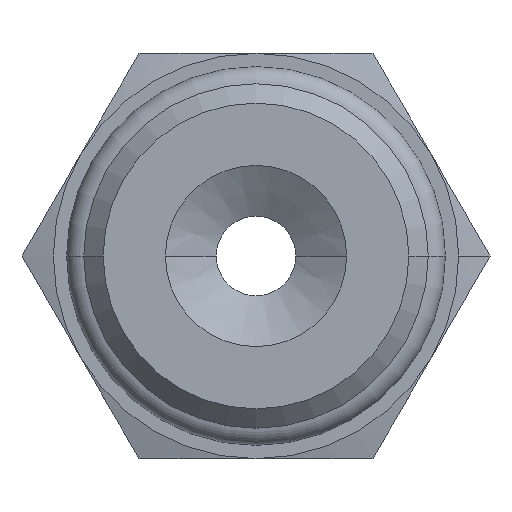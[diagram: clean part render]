
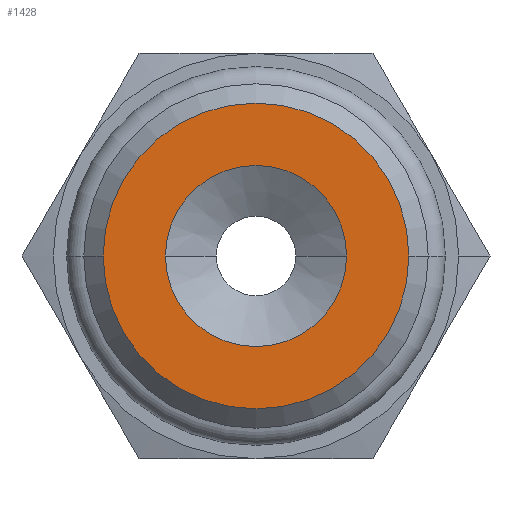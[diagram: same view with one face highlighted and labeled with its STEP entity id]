
A CAD part, left-side view. The second image highlights one B-rep face of the part: STEP entity #1428.
In plain terms, the highlighted planar face has unit normal (-1, 0, 0).
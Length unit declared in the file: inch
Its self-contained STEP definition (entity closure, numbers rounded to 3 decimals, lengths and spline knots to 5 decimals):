
#405=CARTESIAN_POINT('',(-0.69,0.,0.));
#406=DIRECTION('',(-1.,0.,0.));
#407=DIRECTION('',(0.,1.,0.));
#408=AXIS2_PLACEMENT_3D('',#405,#406,#407);
#410=CARTESIAN_POINT('',(-0.69,0.,0.));
#411=DIRECTION('',(-1.,0.,0.));
#412=DIRECTION('',(0.,-1.,0.));
#413=AXIS2_PLACEMENT_3D('',#410,#411,#412);
#415=CARTESIAN_POINT('',(-0.69,0.,0.));
#416=DIRECTION('',(-1.,0.,0.));
#417=DIRECTION('',(0.,1.,0.));
#418=AXIS2_PLACEMENT_3D('',#415,#416,#417);
#420=CARTESIAN_POINT('',(-0.69,0.,0.));
#421=DIRECTION('',(-1.,0.,0.));
#422=DIRECTION('',(0.,-1.,0.));
#423=AXIS2_PLACEMENT_3D('',#420,#421,#422);
#674=CARTESIAN_POINT('',(-0.69,0.1955,0.));
#675=CARTESIAN_POINT('',(-0.69,-0.1955,0.));
#676=VERTEX_POINT('',#674);
#677=VERTEX_POINT('',#675);
#706=CARTESIAN_POINT('',(-0.69,0.33,0.));
#707=CARTESIAN_POINT('',(-0.69,-0.33,0.));
#708=VERTEX_POINT('',#706);
#709=VERTEX_POINT('',#707);
#1412=CARTESIAN_POINT('',(-0.69,0.,0.));
#1413=DIRECTION('',(-1.,0.,0.));
#1414=DIRECTION('',(0.,0.,1.));
#1415=AXIS2_PLACEMENT_3D('',#1412,#1413,#1414);
#1416=PLANE('',#1415);
#1418=ORIENTED_EDGE('',*,*,#1417,.F.);
#1419=ORIENTED_EDGE('',*,*,#1402,.F.);
#1420=EDGE_LOOP('',(#1418,#1419));
#1421=FACE_OUTER_BOUND('',#1420,.F.);
#1423=ORIENTED_EDGE('',*,*,#1422,.T.);
#1425=ORIENTED_EDGE('',*,*,#1424,.T.);
#1426=EDGE_LOOP('',(#1423,#1425));
#1427=FACE_BOUND('',#1426,.F.);
#1428=ADVANCED_FACE('',(#1421,#1427),#1416,.T.);
#409=CIRCLE('',#408,0.33);
#414=CIRCLE('',#413,0.33);
#419=CIRCLE('',#418,0.1955);
#424=CIRCLE('',#423,0.1955);
#1402=EDGE_CURVE('',#709,#708,#414,.T.);
#1417=EDGE_CURVE('',#708,#709,#409,.T.);
#1422=EDGE_CURVE('',#676,#677,#419,.T.);
#1424=EDGE_CURVE('',#677,#676,#424,.T.);
